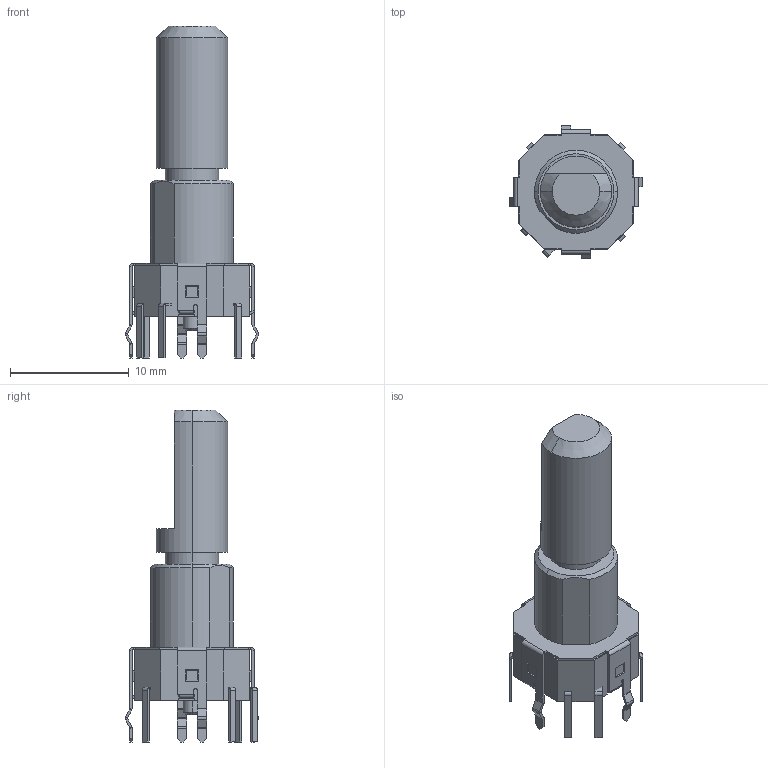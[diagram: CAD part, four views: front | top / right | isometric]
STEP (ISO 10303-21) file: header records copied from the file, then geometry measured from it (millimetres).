
FILE_DESCRIPTION (( 'STEP AP214' ), '1' );
FILE_NAME ('SW-TH_EC09E1524404-L10.5-W10.5-H24.5-P7.8-LS11.5.step', '2022-07-26T16:54:55', ( '' ), ( '' ), 'SwSTEP 2.0', 'SolidWorks 2020', '' );
FILE_SCHEMA (( 'AUTOMOTIVE_DESIGN' ));
Length unit declared in the file: millimetre
Products named in the file (1): SW-TH_EC09E1524404-L10.5-W10.5-H24.5-P7.8-LS11.5
Bounding box: 11.25 x 11.25 x 28 mm (x, y, z)
Volume: 952.4 mm3; surface area: 1158.4 mm2
Topology: 21 solids, 21 shells, 629 faces, 1589 edges, 1016 vertices
Faces by surface type: plane 450, bspline 112, cylinder 60, cone 7
Entity records: 26257 total; most frequent: CARTESIAN_POINT 5356, ORIENTED_EDGE 3178, DIRECTION 2523, EDGE_CURVE 1589, VECTOR 1229, LINE 1229, VERTEX_POINT 1016, EDGE_LOOP 663
